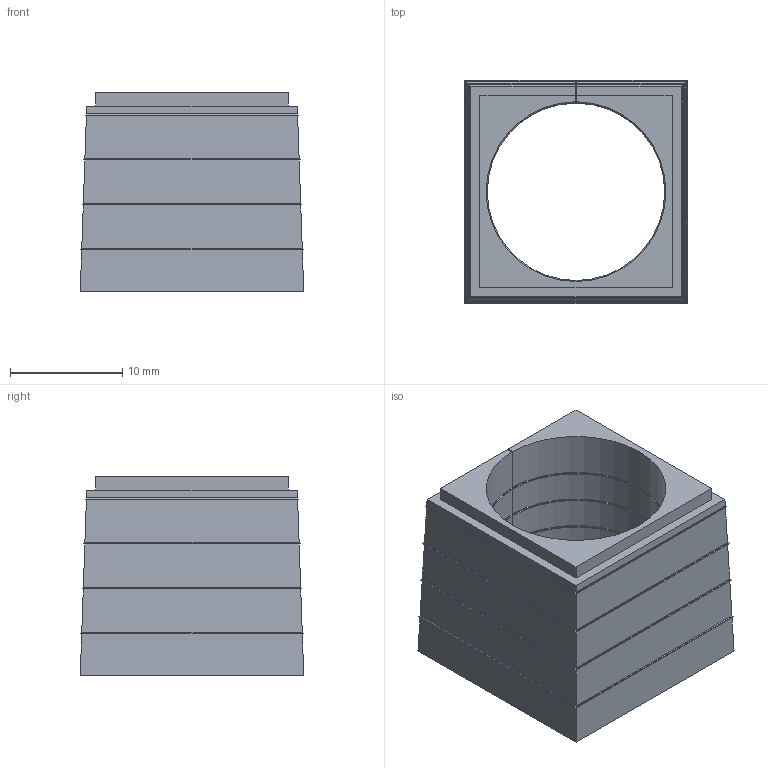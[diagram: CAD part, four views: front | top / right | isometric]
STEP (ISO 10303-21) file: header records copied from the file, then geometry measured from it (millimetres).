
FILE_DESCRIPTION(/* description */ (''),/* implementation_level */ '2;1');
FILE_NAME(/* name */ '28671_6_KDS-DE_15-16.stp',/* time_stamp */ '2023-10-17T09:51:38+02:00',/* author */ (''),/* organization */ (''),/* preprocessor_version */ 'ST-DEVELOPER v19.3',/* originating_system */ 'SIEMENS PLM Software NX2212.1700',/* authorisation */ '');
FILE_SCHEMA (('AUTOMOTIVE_DESIGN { 1 0 10303 214 3 1 1 1 }'));
Length unit declared in the file: millimetre
Products named in the file (1): 28671_6_KDS-DE_15-16
Bounding box: 19.9 x 19.9 x 17.7 mm (x, y, z)
Volume: 2950.5 mm3; surface area: 2731.8 mm2
Topology: 1 solids, 1 shells, 116 faces, 305 edges, 198 vertices
Faces by surface type: plane 93, extrusion 11, cylinder 7, cone 5
Full cylindrical faces by diameter (mm): 3.5 x1
Entity records: 3814 total; most frequent: CARTESIAN_POINT 1055, ORIENTED_EDGE 608, DIRECTION 472, EDGE_CURVE 304, VECTOR 220, LINE 209, VERTEX_POINT 198, AXIS2_PLACEMENT_3D 126
